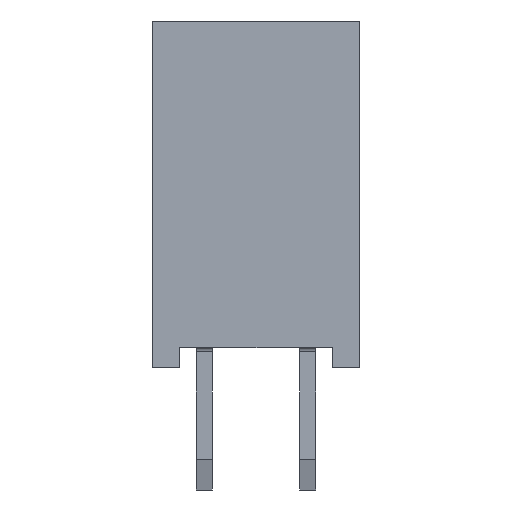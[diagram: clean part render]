
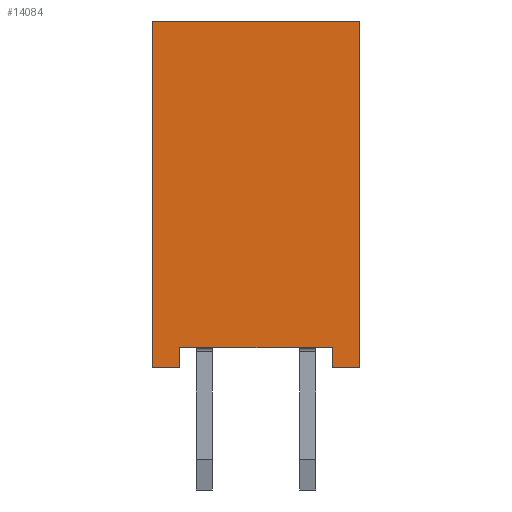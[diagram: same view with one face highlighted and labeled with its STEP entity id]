
A CAD part, left-side view. The second image highlights one B-rep face of the part: STEP entity #14084.
In plain terms, the highlighted planar face has unit normal (-1, 0, 0).
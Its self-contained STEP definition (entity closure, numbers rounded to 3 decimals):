
#14084=ADVANCED_FACE('',(#30576),#30578,.T.);
#30576=FACE_BOUND('',#30577,.T.);
#30577=EDGE_LOOP('',(#44073,#44074,#44075,#44076,#44077,#44078,#44079,#44080));
#30578=PLANE('',#30579);
#30579=AXIS2_PLACEMENT_3D('',#30580,#30581,#30582);
#30580=CARTESIAN_POINT('',(-1.27,3.81,0.));
#30581=DIRECTION('',(-1.,0.,0.));
#30582=DIRECTION('',(0.,-1.,0.));
#44073=ORIENTED_EDGE('',*,*,#52085,.T.);
#44074=ORIENTED_EDGE('',*,*,#52086,.T.);
#44075=ORIENTED_EDGE('',*,*,#52087,.T.);
#44076=ORIENTED_EDGE('',*,*,#52088,.F.);
#44077=ORIENTED_EDGE('',*,*,#52089,.F.);
#44078=ORIENTED_EDGE('',*,*,#52090,.T.);
#44079=ORIENTED_EDGE('',*,*,#52091,.T.);
#44080=ORIENTED_EDGE('',*,*,#49557,.T.);
#49557=EDGE_CURVE('',#57781,#57782,#57783,.T.);
#52085=EDGE_CURVE('',#57782,#61545,#61546,.F.);
#52086=EDGE_CURVE('',#61545,#61547,#61548,.T.);
#52087=EDGE_CURVE('',#61547,#61549,#61550,.T.);
#52088=EDGE_CURVE('',#61551,#61549,#61552,.T.);
#52089=EDGE_CURVE('',#61553,#61551,#61554,.T.);
#52090=EDGE_CURVE('',#61553,#61555,#61556,.T.);
#52091=EDGE_CURVE('',#61555,#57781,#61557,.F.);
#57781=VERTEX_POINT('',#73197);
#57782=VERTEX_POINT('',#73198);
#57783=LINE('',#73199,#73200);
#61545=VERTEX_POINT('',#82397);
#61546=LINE('',#82398,#82399);
#61547=VERTEX_POINT('',#82401);
#61548=LINE('',#82402,#82403);
#61549=VERTEX_POINT('',#82405);
#61550=LINE('',#82406,#82407);
#61551=VERTEX_POINT('',#82409);
#61552=LINE('',#82410,#82411);
#61553=VERTEX_POINT('',#82413);
#61554=LINE('',#82414,#82415);
#61555=VERTEX_POINT('',#82417);
#61556=LINE('',#82418,#82419);
#61557=LINE('',#82421,#82422);
#73197=CARTESIAN_POINT('',(-1.27,3.14,0.5));
#73198=CARTESIAN_POINT('',(-1.27,-0.6,0.5));
#73199=CARTESIAN_POINT('',(-1.27,3.14,0.5));
#73200=VECTOR('',#73201,1.);
#73201=DIRECTION('',(0.,-1.,0.));
#82397=CARTESIAN_POINT('',(-1.27,-0.6,0.));
#82398=CARTESIAN_POINT('',(-1.27,-0.6,0.));
#82399=VECTOR('',#82400,1.);
#82400=DIRECTION('',(0.,0.,1.));
#82401=CARTESIAN_POINT('',(-1.27,-1.27,0.));
#82402=CARTESIAN_POINT('',(-1.27,-0.6,0.));
#82403=VECTOR('',#82404,1.);
#82404=DIRECTION('',(0.,-1.,0.));
#82405=CARTESIAN_POINT('',(-1.27,-1.27,8.5));
#82406=CARTESIAN_POINT('',(-1.27,-1.27,0.));
#82407=VECTOR('',#82408,1.);
#82408=DIRECTION('',(0.,0.,1.));
#82409=CARTESIAN_POINT('',(-1.27,3.81,8.5));
#82410=CARTESIAN_POINT('',(-1.27,3.81,8.5));
#82411=VECTOR('',#82412,1.);
#82412=DIRECTION('',(0.,-1.,0.));
#82413=CARTESIAN_POINT('',(-1.27,3.81,0.));
#82414=CARTESIAN_POINT('',(-1.27,3.81,0.));
#82415=VECTOR('',#82416,1.);
#82416=DIRECTION('',(0.,0.,1.));
#82417=CARTESIAN_POINT('',(-1.27,3.14,0.));
#82418=CARTESIAN_POINT('',(-1.27,3.81,0.));
#82419=VECTOR('',#82420,1.);
#82420=DIRECTION('',(0.,-1.,0.));
#82421=CARTESIAN_POINT('',(-1.27,3.14,0.5));
#82422=VECTOR('',#82423,1.);
#82423=DIRECTION('',(0.,0.,-1.));
